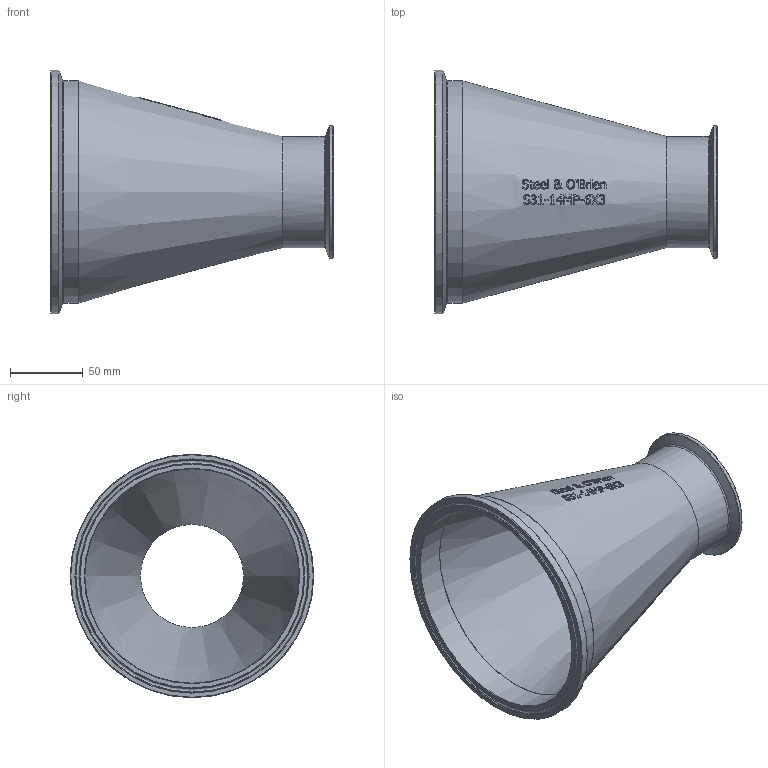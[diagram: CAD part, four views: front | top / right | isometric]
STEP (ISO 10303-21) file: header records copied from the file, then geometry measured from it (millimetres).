
FILE_DESCRIPTION(/* description */ (''),/* implementation_level */ '2;1');
FILE_NAME(/* name */ 'S31-14MP-6X3.stp',/* time_stamp */ '2018-11-27T16:49:20-05:00',/* author */ ('rick'),/* organization */ (''),/* preprocessor_version */ 'ST-DEVELOPER v15.2',/* originating_system */ 'Autodesk Inventor 2014',/* authorisation */ '');
FILE_SCHEMA (('AUTOMOTIVE_DESIGN { 1 0 10303 214 3 1 1 }'));
Length unit declared in the file: inch
Products named in the file (1): S31-14MP-6X3
Bounding box: 193.68 x 166.88 x 166.88 mm (x, y, z)
Volume: 204217.2 mm3; surface area: 151069.9 mm2
Topology: 2 solids, 2 shells, 452 faces, 1204 edges, 796 vertices
Faces by surface type: bspline 202, plane 184, cone 45, torus 15, cylinder 6
Full cylindrical faces by diameter (mm): 72.898 x1, 76.2 x1, 90.907 x1, 146.863 x1, 152.4 x1, 166.878 x1
Entity records: 17529 total; most frequent: CARTESIAN_POINT 7568, ORIENTED_EDGE 2346, DIRECTION 1463, EDGE_CURVE 1173, VERTEX_POINT 794, EDGE_LOOP 525, LINE 517, VECTOR 517
